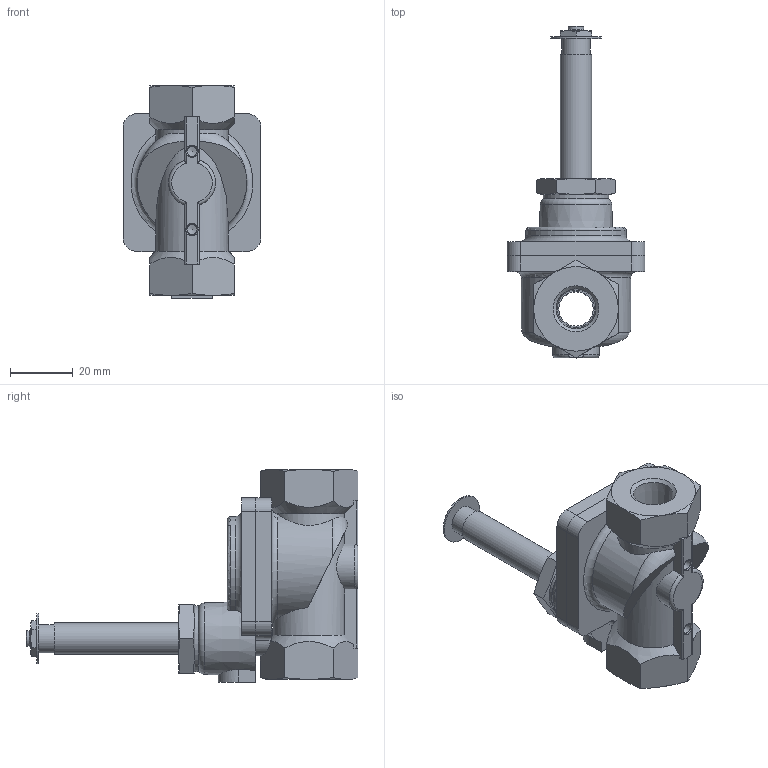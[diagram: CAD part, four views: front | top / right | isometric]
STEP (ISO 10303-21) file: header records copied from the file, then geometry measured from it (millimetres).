
FILE_DESCRIPTION(/* description */ ('STEP AP214'),/* implementation_level */ '2;1');
FILE_NAME(/* name */ '546170_VZWM-L-M22C-N14-F5-R1',/* time_stamp */ '2024-09-18T10:31:00+02:00',/* author */ ('License CC BY-ND 4.0'),/* organization */ ('CADENAS'),/* preprocessor_version */ 'ST-DEVELOPER v19.3',/* originating_system */ 'PARTsolutions',/* authorisation */ ' ');
FILE_SCHEMA (('AUTOMOTIVE_DESIGN {1 0 10303 214 3 1 1}'));
Length unit declared in the file: millimetre
Products named in the file (3): 546170 VZWM-L-M22C-N14-F5-R1; 546170VZWM-L-M22C-N14-F5-R1_H; 546170VZWM-L-M22C-N14-F5-R1_T
Assembly tree (2 placements, depth 2):
  546170 VZWM-L-M22C-N14-F5-R1
    546170VZWM-L-M22C-N14-F5-R1_H
    546170VZWM-L-M22C-N14-F5-R1_T
Bounding box: 44 x 106 x 68 mm (x, y, z)
Volume: 69076.1 mm3; surface area: 22150.8 mm2
Topology: 2 solids, 2 shells, 153 faces, 399 edges, 254 vertices
Faces by surface type: plane 64, cone 45, cylinder 36, torus 8
Full cylindrical faces by diameter (mm): 3.242 x2, 5 x1, 6 x4, 9 x1, 10 x1, 11 x1, 16 x1, 21 x1
Entity records: 4798 total; most frequent: CARTESIAN_POINT 1264, ORIENTED_EDGE 728, DIRECTION 668, EDGE_CURVE 364, AXIS2_PLACEMENT_3D 277, VERTEX_POINT 246, FACE_BOUND 196, EDGE_LOOP 194
